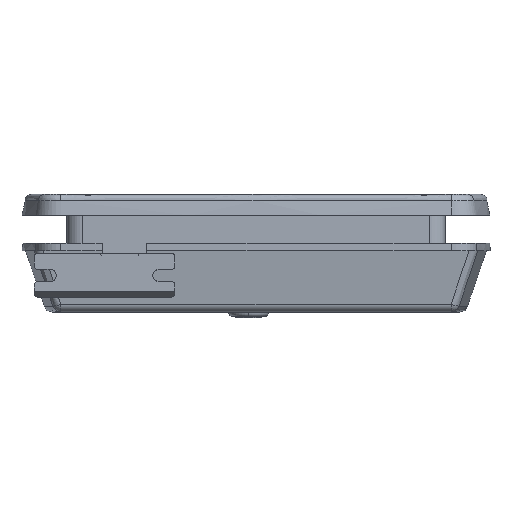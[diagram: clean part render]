
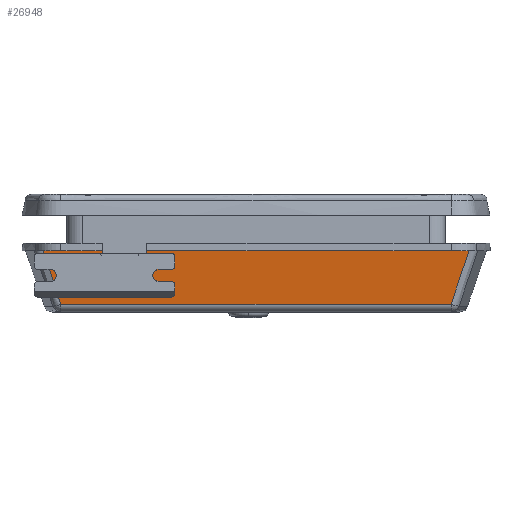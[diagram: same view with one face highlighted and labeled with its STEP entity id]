
A CAD part, front view. The second image highlights one B-rep face of the part: STEP entity #26948.
In plain terms, the highlighted planar face has unit normal (0, -0.994, -0.106).
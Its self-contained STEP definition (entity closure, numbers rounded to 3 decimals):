
#23 = CARTESIAN_POINT ( 'NONE',  ( -145.756, -66.468, 42. ) ) ;
#160 = LINE ( 'NONE', #8558, #22063 ) ;
#388 = LINE ( 'NONE', #8530, #3819 ) ;
#456 = CARTESIAN_POINT ( 'NONE',  ( 145.756, -66.468, 42. ) ) ;
#601 = FACE_OUTER_BOUND ( 'NONE', #21312, .T. ) ;
#1373 = CARTESIAN_POINT ( 'NONE',  ( -75., -66.468, 42. ) ) ;
#1410 = CARTESIAN_POINT ( 'NONE',  ( 145.756, -66.468, 42. ) ) ;
#2096 = CARTESIAN_POINT ( 'NONE',  ( 0., -62.571, 5.365 ) ) ;
#2136 = CARTESIAN_POINT ( 'NONE',  ( -143.834, -65.865, 36.332 ) ) ;
#2554 = VECTOR ( 'NONE', #25417, 1000. ) ;
#3520 = CARTESIAN_POINT ( 'NONE',  ( 139.99, -64.659, 24.994 ) ) ;
#3819 = VECTOR ( 'NONE', #13022, 1000. ) ;
#3965 = B_SPLINE_CURVE_WITH_KNOTS ( 'NONE', 3,
 ( #23, #2136, #21642, #6535, #23742, #12899, #26117, #17503, #11003, #13187 ),
 .UNSPECIFIED., .F., .F.,
 ( 4, 3, 3, 4 ),
 ( 0.005, 0.023, 0.036, 0.044 ),
 .UNSPECIFIED. ) ;
#4284 = DIRECTION ( 'NONE',  ( -1., 0., 0. ) ) ;
#4530 = VECTOR ( 'NONE', #9521, 1000. ) ;
#4675 = ORIENTED_EDGE ( 'NONE', *, *, #22074, .T. ) ;
#5362 = ORIENTED_EDGE ( 'NONE', *, *, #8405, .T. ) ;
#5914 = CARTESIAN_POINT ( 'NONE',  ( 138.635, -64.234, 20.997 ) ) ;
#6171 = VERTEX_POINT ( 'NONE', #17408 ) ;
#6535 = CARTESIAN_POINT ( 'NONE',  ( -139.99, -64.659, 24.994 ) ) ;
#7156 = VERTEX_POINT ( 'NONE', #8213 ) ;
#7354 = LINE ( 'NONE', #20457, #2554 ) ;
#7659 = CARTESIAN_POINT ( 'NONE',  ( 133.335, -62.571, 5.365 ) ) ;
#8213 = CARTESIAN_POINT ( 'NONE',  ( -105., -66.468, 42. ) ) ;
#8405 = EDGE_CURVE ( 'NONE', #6171, #25571, #8855, .T. ) ;
#8512 = CARTESIAN_POINT ( 'NONE',  ( -75., -61.468, -5. ) ) ;
#8530 = CARTESIAN_POINT ( 'NONE',  ( 0., -66.468, 42. ) ) ;
#8558 = CARTESIAN_POINT ( 'NONE',  ( 0., -66.468, 42. ) ) ;
#8855 = LINE ( 'NONE', #2096, #19817 ) ;
#9400 = VERTEX_POINT ( 'NONE', #10102 ) ;
#9521 = DIRECTION ( 'NONE',  ( 0., 0.106, -0.994 ) ) ;
#9971 = AXIS2_PLACEMENT_3D ( 'NONE', #28230, #10894, #10998 ) ;
#10102 = CARTESIAN_POINT ( 'NONE',  ( -105., -64.66, 25. ) ) ;
#10894 = DIRECTION ( 'NONE',  ( 0., 0.994, 0.106 ) ) ;
#10967 = DIRECTION ( 'NONE',  ( 1., 0., 0. ) ) ;
#10998 = DIRECTION ( 'NONE',  ( 0., -0.106, 0.994 ) ) ;
#11003 = CARTESIAN_POINT ( 'NONE',  ( -134.198, -62.842, 7.91 ) ) ;
#11388 = CARTESIAN_POINT ( 'NONE',  ( -105., -61.468, -5. ) ) ;
#12199 = CARTESIAN_POINT ( 'NONE',  ( 135.061, -63.112, 10.456 ) ) ;
#12899 = CARTESIAN_POINT ( 'NONE',  ( -137.279, -63.808, 16.999 ) ) ;
#13022 = DIRECTION ( 'NONE',  ( -1., 0., 0. ) ) ;
#13187 = CARTESIAN_POINT ( 'NONE',  ( -133.335, -62.571, 5.365 ) ) ;
#13369 = VERTEX_POINT ( 'NONE', #456 ) ;
#13449 = CARTESIAN_POINT ( 'NONE',  ( -75., -64.66, 25. ) ) ;
#13696 = ORIENTED_EDGE ( 'NONE', *, *, #17698, .T. ) ;
#14156 = ORIENTED_EDGE ( 'NONE', *, *, #25010, .T. ) ;
#14302 = CARTESIAN_POINT ( 'NONE',  ( 135.924, -63.383, 13.001 ) ) ;
#14477 = VERTEX_POINT ( 'NONE', #20300 ) ;
#16152 = LINE ( 'NONE', #22917, #4530 ) ;
#16602 = CARTESIAN_POINT ( 'NONE',  ( 133.335, -62.571, 5.365 ) ) ;
#16965 = ORIENTED_EDGE ( 'NONE', *, *, #17657, .T. ) ;
#17408 = CARTESIAN_POINT ( 'NONE',  ( -133.335, -62.571, 5.365 ) ) ;
#17503 = CARTESIAN_POINT ( 'NONE',  ( -135.061, -63.112, 10.456 ) ) ;
#17657 = EDGE_CURVE ( 'NONE', #14477, #6171, #3965, .T. ) ;
#17698 = EDGE_CURVE ( 'NONE', #25741, #9400, #20894, .T. ) ;
#17974 = ORIENTED_EDGE ( 'NONE', *, *, #20520, .T. ) ;
#18702 = CARTESIAN_POINT ( 'NONE',  ( 137.279, -63.808, 16.999 ) ) ;
#18811 = CARTESIAN_POINT ( 'NONE',  ( 134.198, -62.842, 7.91 ) ) ;
#19589 = EDGE_CURVE ( 'NONE', #9400, #7156, #7354, .T. ) ;
#19817 = VECTOR ( 'NONE', #10967, 1000. ) ;
#19898 = CARTESIAN_POINT ( 'NONE',  ( -105., -64.66, 25. ) ) ;
#20300 = CARTESIAN_POINT ( 'NONE',  ( -145.756, -66.468, 42. ) ) ;
#20457 = CARTESIAN_POINT ( 'NONE',  ( -105., -61.306, -6.522 ) ) ;
#20520 = EDGE_CURVE ( 'NONE', #7156, #14477, #160, .T. ) ;
#20894 =( BOUNDED_CURVE ( )  B_SPLINE_CURVE ( 3, ( #28137, #8512, #11388, #19898 ),
 .UNSPECIFIED., .F., .T. ) 
 B_SPLINE_CURVE_WITH_KNOTS ( ( 4, 4 ),
 ( 4.712, 7.854 ),
 .UNSPECIFIED. ) 
 CURVE ( )  GEOMETRIC_REPRESENTATION_ITEM ( )  RATIONAL_B_SPLINE_CURVE ( ( 1., 0.333, 0.333, 1. ) ) 
 REPRESENTATION_ITEM ( '' )  );
#21027 = VERTEX_POINT ( 'NONE', #1373 ) ;
#21213 = CARTESIAN_POINT ( 'NONE',  ( 141.912, -65.262, 30.663 ) ) ;
#21312 = EDGE_LOOP ( 'NONE', ( #27089, #4675, #13696, #23094, #17974, #16965, #5362, #14156 ) ) ;
#21642 = CARTESIAN_POINT ( 'NONE',  ( -141.912, -65.262, 30.663 ) ) ;
#22063 = VECTOR ( 'NONE', #4284, 1000. ) ;
#22074 = EDGE_CURVE ( 'NONE', #21027, #25741, #16152, .T. ) ;
#22620 = B_SPLINE_CURVE_WITH_KNOTS ( 'NONE', 3,
 ( #16602, #18811, #12199, #14302, #18702, #5914, #3520, #21213, #25220, #1410 ),
 .UNSPECIFIED., .F., .F.,
 ( 4, 3, 3, 4 ),
 ( 0., 0.008, 0.021, 0.039 ),
 .UNSPECIFIED. ) ;
#22917 = CARTESIAN_POINT ( 'NONE',  ( -75., -61.306, -6.522 ) ) ;
#23094 = ORIENTED_EDGE ( 'NONE', *, *, #19589, .T. ) ;
#23742 = CARTESIAN_POINT ( 'NONE',  ( -138.635, -64.234, 20.997 ) ) ;
#24026 = PLANE ( 'NONE',  #9971 ) ;
#24104 = EDGE_CURVE ( 'NONE', #13369, #21027, #388, .T. ) ;
#25010 = EDGE_CURVE ( 'NONE', #25571, #13369, #22620, .T. ) ;
#25220 = CARTESIAN_POINT ( 'NONE',  ( 143.834, -65.865, 36.332 ) ) ;
#25417 = DIRECTION ( 'NONE',  ( 0., -0.106, 0.994 ) ) ;
#25571 = VERTEX_POINT ( 'NONE', #7659 ) ;
#25741 = VERTEX_POINT ( 'NONE', #13449 ) ;
#26117 = CARTESIAN_POINT ( 'NONE',  ( -135.924, -63.383, 13.001 ) ) ;
#26948 = ADVANCED_FACE ( 'NONE', ( #601 ), #24026, .F. ) ;
#27089 = ORIENTED_EDGE ( 'NONE', *, *, #24104, .T. ) ;
#28137 = CARTESIAN_POINT ( 'NONE',  ( -75., -64.66, 25. ) ) ;
#28230 = CARTESIAN_POINT ( 'NONE',  ( 0., -61.306, -6.522 ) ) ;
